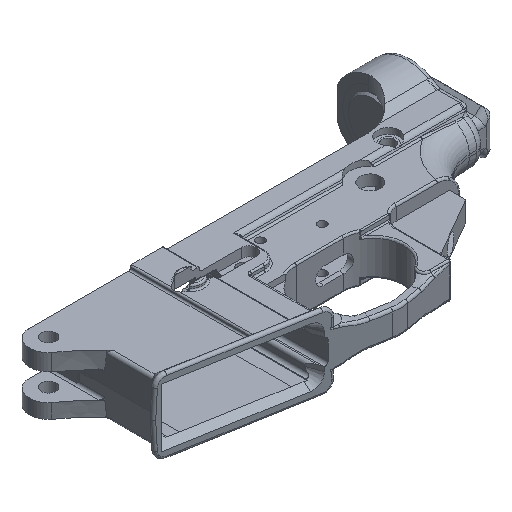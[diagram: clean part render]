
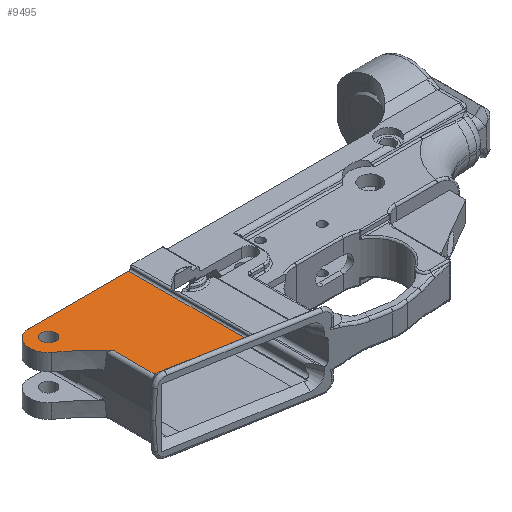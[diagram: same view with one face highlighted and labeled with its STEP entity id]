
A CAD part, isometric view. The second image highlights one B-rep face of the part: STEP entity #9495.
In plain terms, the highlighted planar face has unit normal (0, 0, 1).
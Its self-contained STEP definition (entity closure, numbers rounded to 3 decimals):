
#242=FACE_BOUND('',#1982,.T.);
#426=B_SPLINE_CURVE_WITH_KNOTS('',3,(#20796,#20797,#20798,#20799,#20800,
#20801),.UNSPECIFIED.,.F.,.F.,(4,2,4),(-0.114,-0.051,
0.),.UNSPECIFIED.);
#430=B_SPLINE_CURVE_WITH_KNOTS('',3,(#20869,#20870,#20871,#20872,#20873,
#20874,#20875,#20876,#20877,#20878,#20879,#20880,#20881,#20882,#20883,#20884,
#20885,#20886,#20887),.UNSPECIFIED.,.F.,.F.,(4,3,3,3,3,3,4),(0.,0.4,
0.801,0.926,1.327,1.728,1.859),
 .UNSPECIFIED.);
#892=PLANE('',#10462);
#1411=FACE_OUTER_BOUND('',#1981,.T.);
#1981=EDGE_LOOP('',(#8791,#8792,#8793,#8794,#8795,#8796,#8797,#8798,#8799,
#8800));
#1982=EDGE_LOOP('',(#8801));
#2107=LINE('',#13483,#2791);
#2605=LINE('',#20817,#3289);
#2606=LINE('',#20824,#3290);
#2611=LINE('',#20916,#3295);
#2656=LINE('',#21369,#3340);
#2688=LINE('',#21745,#3372);
#2791=VECTOR('',#10697,37.251);
#3289=VECTOR('',#12645,20.718);
#3290=VECTOR('',#12648,10.);
#3295=VECTOR('',#12661,10.);
#3340=VECTOR('',#12900,35.853);
#3372=VECTOR('',#13002,54.9);
#3775=CIRCLE('',#10328,3.5);
#3777=CIRCLE('',#10332,8.1);
#3819=CIRCLE('',#10463,7.5);
#3933=VERTEX_POINT('',#13480);
#3934=VERTEX_POINT('',#13482);
#4629=VERTEX_POINT('',#20793);
#4630=VERTEX_POINT('',#20795);
#4631=VERTEX_POINT('',#20813);
#4633=VERTEX_POINT('',#20819);
#4635=VERTEX_POINT('',#20828);
#4638=VERTEX_POINT('',#20868);
#4642=VERTEX_POINT('',#20913);
#4643=VERTEX_POINT('',#20915);
#4698=VERTEX_POINT('',#21367);
#4842=EDGE_CURVE('',#3933,#3934,#2107,.T.);
#5932=EDGE_CURVE('',#4629,#4630,#426,.T.);
#5936=EDGE_CURVE('',#4630,#4631,#2605,.T.);
#5938=EDGE_CURVE('',#4633,#4631,#2606,.T.);
#5941=EDGE_CURVE('',#4635,#4635,#3775,.T.);
#5944=EDGE_CURVE('',#4638,#4633,#430,.F.);
#5949=EDGE_CURVE('',#4642,#4643,#2611,.T.);
#5952=EDGE_CURVE('',#4642,#4638,#3777,.T.);
#6059=EDGE_CURVE('',#4698,#4629,#2656,.T.);
#6109=EDGE_CURVE('',#3934,#4698,#2688,.T.);
#6110=EDGE_CURVE('',#4643,#3933,#3819,.T.);
#8791=ORIENTED_EDGE('',*,*,#6110,.F.);
#8792=ORIENTED_EDGE('',*,*,#5949,.F.);
#8793=ORIENTED_EDGE('',*,*,#5952,.T.);
#8794=ORIENTED_EDGE('',*,*,#5944,.T.);
#8795=ORIENTED_EDGE('',*,*,#5938,.T.);
#8796=ORIENTED_EDGE('',*,*,#5936,.F.);
#8797=ORIENTED_EDGE('',*,*,#5932,.F.);
#8798=ORIENTED_EDGE('',*,*,#6059,.F.);
#8799=ORIENTED_EDGE('',*,*,#6109,.F.);
#8800=ORIENTED_EDGE('',*,*,#4842,.F.);
#8801=ORIENTED_EDGE('',*,*,#5941,.F.);
#9495=ADVANCED_FACE('',(#1411,#242),#892,.F.);
#10328=AXIS2_PLACEMENT_3D('',#20830,#12654,#12655);
#10332=AXIS2_PLACEMENT_3D('',#20920,#12667,#12668);
#10462=AXIS2_PLACEMENT_3D('',#21746,#13003,#13004);
#10463=AXIS2_PLACEMENT_3D('',#21747,#13005,#13006);
#10697=DIRECTION('',(1.,0.,0.));
#12645=DIRECTION('',(0.,1.,0.));
#12648=DIRECTION('',(0.574,-0.819,0.));
#12654=DIRECTION('center_axis',(0.,0.,
1.));
#12655=DIRECTION('ref_axis',(1.,0.,0.));
#12661=DIRECTION('',(0.,1.,0.));
#12667=DIRECTION('center_axis',(0.,0.,
1.));
#12668=DIRECTION('ref_axis',(1.,0.,0.));
#12900=DIRECTION('',(-0.985,0.174,0.));
#13002=DIRECTION('',(0.,-1.,0.));
#13003=DIRECTION('center_axis',(0.,0.,
-1.));
#13004=DIRECTION('ref_axis',(0.,-1.,0.));
#13005=DIRECTION('center_axis',(0.,0.,
-1.));
#13006=DIRECTION('ref_axis',(-0.707,0.707,0.));
#13480=CARTESIAN_POINT('',(396.744,168.033,28.017));
#13482=CARTESIAN_POINT('',(444.425,168.033,28.017));
#13483=CARTESIAN_POINT('',(407.173,168.033,28.017));
#20793=CARTESIAN_POINT('',(409.116,119.359,28.017));
#20795=CARTESIAN_POINT('',(408.113,119.207,28.017));
#20796=CARTESIAN_POINT('Ctrl Pts',(409.116,119.359,28.017));
#20797=CARTESIAN_POINT('Ctrl Pts',(408.978,119.383,28.017));
#20798=CARTESIAN_POINT('Ctrl Pts',(408.811,119.39,28.017));
#20799=CARTESIAN_POINT('Ctrl Pts',(408.437,119.324,28.017));
#20800=CARTESIAN_POINT('Ctrl Pts',(408.271,119.271,28.017));
#20801=CARTESIAN_POINT('Ctrl Pts',(408.113,119.207,28.017));
#20813=CARTESIAN_POINT('',(408.113,138.597,28.017));
#20817=CARTESIAN_POINT('',(408.113,119.207,28.017));
#20819=CARTESIAN_POINT('',(406.667,140.662,28.017));
#20824=CARTESIAN_POINT('',(412.142,132.844,28.017));
#20828=CARTESIAN_POINT('',(394.71,159.933,28.017));
#20830=CARTESIAN_POINT('Origin',(398.21,159.933,28.017));
#20868=CARTESIAN_POINT('',(392.656,152.827,28.017));
#20869=CARTESIAN_POINT('Ctrl Pts',(406.667,140.662,28.017));
#20870=CARTESIAN_POINT('Ctrl Pts',(405.751,141.63,28.017));
#20871=CARTESIAN_POINT('Ctrl Pts',(404.815,142.578,28.017));
#20872=CARTESIAN_POINT('Ctrl Pts',(403.859,143.506,28.017));
#20873=CARTESIAN_POINT('Ctrl Pts',(402.9,144.438,28.017));
#20874=CARTESIAN_POINT('Ctrl Pts',(401.922,145.349,28.017));
#20875=CARTESIAN_POINT('Ctrl Pts',(400.924,146.239,28.017));
#20876=CARTESIAN_POINT('Ctrl Pts',(400.612,146.517,28.017));
#20877=CARTESIAN_POINT('Ctrl Pts',(400.298,146.794,28.017));
#20878=CARTESIAN_POINT('Ctrl Pts',(399.982,147.068,28.017));
#20879=CARTESIAN_POINT('Ctrl Pts',(398.974,147.944,28.017));
#20880=CARTESIAN_POINT('Ctrl Pts',(397.948,148.798,28.017));
#20881=CARTESIAN_POINT('Ctrl Pts',(396.904,149.63,28.017));
#20882=CARTESIAN_POINT('Ctrl Pts',(395.86,150.463,28.017));
#20883=CARTESIAN_POINT('Ctrl Pts',(394.799,151.274,28.017));
#20884=CARTESIAN_POINT('Ctrl Pts',(393.72,152.061,28.017));
#20885=CARTESIAN_POINT('Ctrl Pts',(393.367,152.319,28.017));
#20886=CARTESIAN_POINT('Ctrl Pts',(393.013,152.574,28.017));
#20887=CARTESIAN_POINT('Ctrl Pts',(392.656,152.827,28.017));
#20913=CARTESIAN_POINT('',(389.244,159.433,28.017));
#20915=CARTESIAN_POINT('',(389.244,160.533,28.017));
#20916=CARTESIAN_POINT('',(389.244,159.433,28.017));
#20920=CARTESIAN_POINT('Origin',(397.344,159.433,28.017));
#21367=CARTESIAN_POINT('',(444.425,113.133,28.017));
#21369=CARTESIAN_POINT('',(444.425,113.133,28.017));
#21745=CARTESIAN_POINT('',(444.425,168.033,28.017));
#21746=CARTESIAN_POINT('Origin',(419.723,112.804,28.017));
#21747=CARTESIAN_POINT('Origin',(396.744,160.533,28.017));
